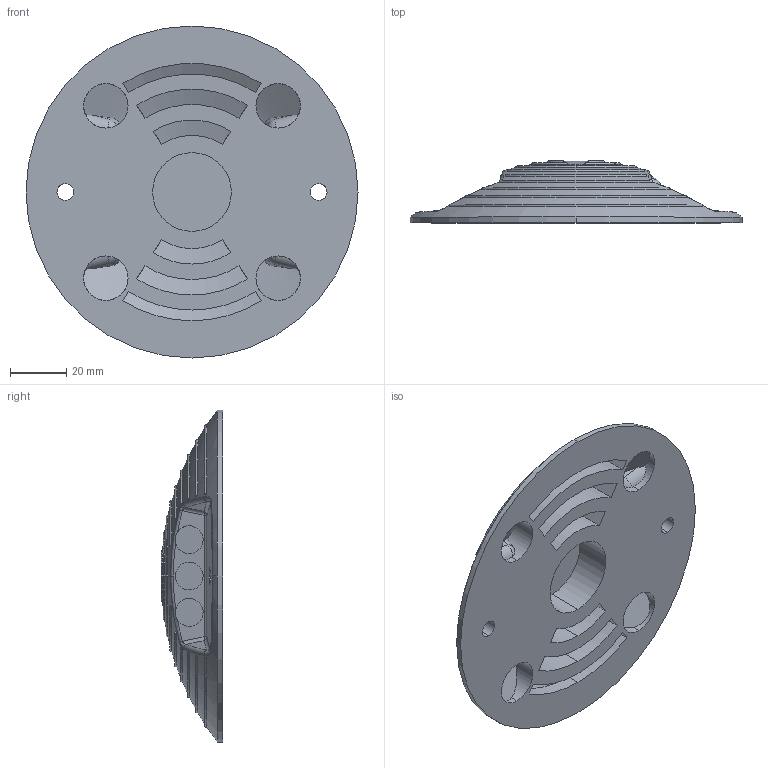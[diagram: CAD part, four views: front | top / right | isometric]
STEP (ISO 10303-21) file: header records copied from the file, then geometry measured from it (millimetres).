
FILE_DESCRIPTION (( 'STEP AP203' ), '1' );
FILE_NAME ('20414500d.STEP', '2021-01-11T16:40:42', ( '' ), ( '' ), 'SwSTEP 2.0', 'SolidWorks 2018', '' );
FILE_SCHEMA (( 'CONFIG_CONTROL_DESIGN' ));
Length unit declared in the file: millimetre
Products named in the file (3): 20414500d; 192321d; 1923_Linse
Assembly tree (3 placements, depth 2):
  20414500d
    192321d
    1923_Linse  x2
Bounding box: 118 x 22.02 x 118 mm (x, y, z)
Volume: 96551.8 mm3; surface area: 33079.7 mm2
Topology: 3 solids, 3 shells, 205 faces, 499 edges, 321 vertices
Faces by surface type: cylinder 67, plane 60, sphere 36, torus 34, bspline 8
Entity records: 7458 total; most frequent: CARTESIAN_POINT 2393, DIRECTION 1067, ORIENTED_EDGE 974, EDGE_CURVE 487, AXIS2_PLACEMENT_3D 482, VERTEX_POINT 314, CIRCLE 282, EDGE_LOOP 231
